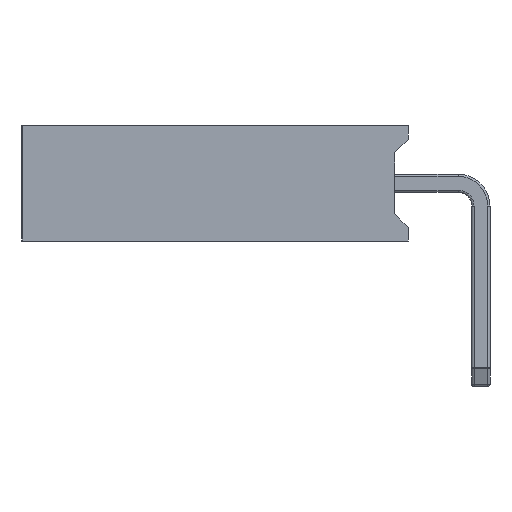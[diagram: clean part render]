
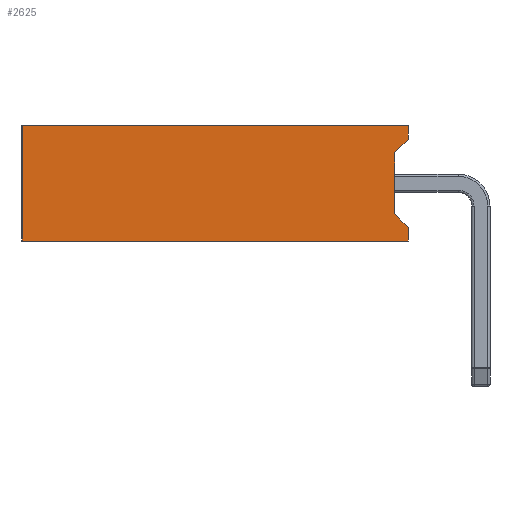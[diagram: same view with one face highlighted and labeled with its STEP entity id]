
A CAD part, left-side view. The second image highlights one B-rep face of the part: STEP entity #2625.
In plain terms, the highlighted planar face has unit normal (-1, 0, 0).
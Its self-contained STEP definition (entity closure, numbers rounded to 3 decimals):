
#118=PLANE('',#2863);
#193=FACE_OUTER_BOUND('',#356,.T.);
#356=EDGE_LOOP('',(#1725,#1726,#1727,#1728,#1729,#1730,#1731,#1732));
#523=LINE('',#4117,#721);
#527=LINE('',#4125,#725);
#533=LINE('',#4140,#731);
#544=LINE('',#4160,#742);
#545=LINE('',#4163,#743);
#548=LINE('',#4169,#746);
#549=LINE('',#4171,#747);
#550=LINE('',#4172,#748);
#721=VECTOR('',#3249,10.);
#725=VECTOR('',#3255,10.);
#731=VECTOR('',#3267,10.);
#742=VECTOR('',#3284,10.);
#743=VECTOR('',#3287,10.);
#746=VECTOR('',#3292,10.);
#747=VECTOR('',#3293,10.);
#748=VECTOR('',#3294,10.);
#1075=VERTEX_POINT('',#4115);
#1076=VERTEX_POINT('',#4116);
#1079=VERTEX_POINT('',#4124);
#1085=VERTEX_POINT('',#4139);
#1091=VERTEX_POINT('',#4158);
#1092=VERTEX_POINT('',#4162);
#1094=VERTEX_POINT('',#4168);
#1095=VERTEX_POINT('',#4170);
#1299=EDGE_CURVE('',#1075,#1076,#523,.T.);
#1303=EDGE_CURVE('',#1079,#1076,#527,.T.);
#1311=EDGE_CURVE('',#1079,#1085,#533,.T.);
#1322=EDGE_CURVE('',#1075,#1091,#544,.T.);
#1323=EDGE_CURVE('',#1092,#1085,#545,.T.);
#1326=EDGE_CURVE('',#1091,#1094,#548,.T.);
#1327=EDGE_CURVE('',#1095,#1094,#549,.T.);
#1328=EDGE_CURVE('',#1092,#1095,#550,.T.);
#1725=ORIENTED_EDGE('',*,*,#1303,.T.);
#1726=ORIENTED_EDGE('',*,*,#1299,.F.);
#1727=ORIENTED_EDGE('',*,*,#1322,.T.);
#1728=ORIENTED_EDGE('',*,*,#1326,.T.);
#1729=ORIENTED_EDGE('',*,*,#1327,.F.);
#1730=ORIENTED_EDGE('',*,*,#1328,.F.);
#1731=ORIENTED_EDGE('',*,*,#1323,.T.);
#1732=ORIENTED_EDGE('',*,*,#1311,.F.);
#2625=ADVANCED_FACE('',(#193),#118,.T.);
#2863=AXIS2_PLACEMENT_3D('',#4167,#3290,#3291);
#3249=DIRECTION('',(0.,0.707,-0.707));
#3255=DIRECTION('',(0.,0.,1.));
#3267=DIRECTION('',(0.,-0.707,-0.707));
#3284=DIRECTION('',(0.,0.,1.));
#3287=DIRECTION('',(0.,0.,1.));
#3290=DIRECTION('center_axis',(-1.,0.,0.));
#3291=DIRECTION('ref_axis',(0.,0.,
1.));
#3292=DIRECTION('',(0.,1.,0.));
#3293=DIRECTION('',(0.,0.,1.));
#3294=DIRECTION('',(0.,1.,0.));
#4115=CARTESIAN_POINT('',(-1.27,1.6,2.24));
#4116=CARTESIAN_POINT('',(-1.27,1.9,1.94));
#4117=CARTESIAN_POINT('',(-1.27,2.235,1.605));
#4124=CARTESIAN_POINT('',(-1.27,1.9,0.6));
#4125=CARTESIAN_POINT('',(-1.27,1.9,0.635));
#4139=CARTESIAN_POINT('',(-1.27,1.6,0.3));
#4140=CARTESIAN_POINT('',(-1.27,1.6,0.3));
#4158=CARTESIAN_POINT('',(-1.27,1.6,2.54));
#4160=CARTESIAN_POINT('',(-1.27,1.6,0.));
#4162=CARTESIAN_POINT('',(-1.27,1.6,0.));
#4163=CARTESIAN_POINT('',(-1.27,1.6,0.));
#4167=CARTESIAN_POINT('Origin',(-1.27,1.6,0.));
#4168=CARTESIAN_POINT('',(-1.27,10.1,2.54));
#4169=CARTESIAN_POINT('',(-1.27,1.6,2.54));
#4170=CARTESIAN_POINT('',(-1.27,10.1,0.));
#4171=CARTESIAN_POINT('',(-1.27,10.1,0.));
#4172=CARTESIAN_POINT('',(-1.27,1.6,0.));
